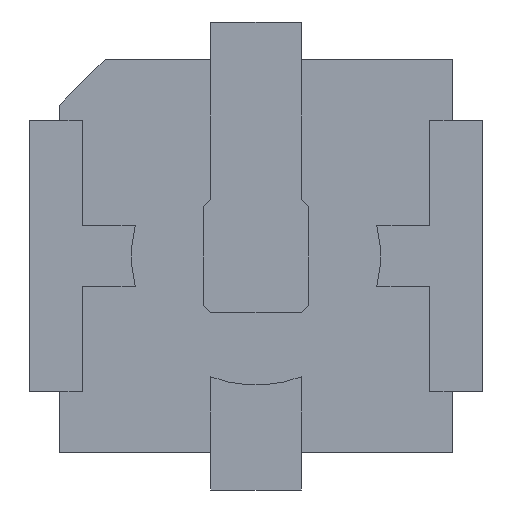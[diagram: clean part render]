
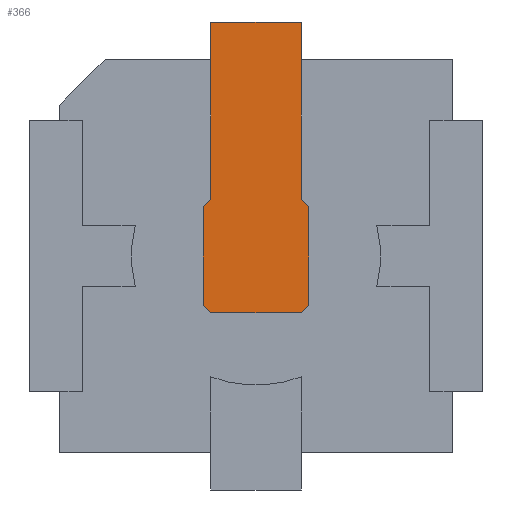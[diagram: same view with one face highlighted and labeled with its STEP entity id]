
A CAD part, front view. The second image highlights one B-rep face of the part: STEP entity #366.
In plain terms, the highlighted planar face has unit normal (0, -1, 0).
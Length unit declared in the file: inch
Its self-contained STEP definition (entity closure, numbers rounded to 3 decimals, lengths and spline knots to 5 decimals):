
#23 = VECTOR ( 'NONE', #701, 39.37008 ) ;
#46 = EDGE_CURVE ( 'NONE', #1690, #143, #990, .T. ) ;
#47 = ORIENTED_EDGE ( 'NONE', *, *, #680, .F. ) ;
#66 = VECTOR ( 'NONE', #1918, 39.37008 ) ;
#70 = EDGE_CURVE ( 'NONE', #1036, #105, #1993, .T. ) ;
#95 = CARTESIAN_POINT ( 'NONE',  ( 0.01329, 0., 0.01329 ) ) ;
#105 = VERTEX_POINT ( 'NONE', #345 ) ;
#126 = DIRECTION ( 'NONE',  ( -1., 0., 0. ) ) ;
#128 = CARTESIAN_POINT ( 'NONE',  ( 0.01378, 0., 0.0128 ) ) ;
#143 = VERTEX_POINT ( 'NONE', #353 ) ;
#204 = VERTEX_POINT ( 'NONE', #1314 ) ;
#206 = LINE ( 'NONE', #95, #2120 ) ;
#257 = VECTOR ( 'NONE', #1189, 39.37008 ) ;
#278 = DIRECTION ( 'NONE',  ( -0.707, 0., -0.707 ) ) ;
#319 = ORIENTED_EDGE ( 'NONE', *, *, #367, .F. ) ;
#345 = CARTESIAN_POINT ( 'NONE',  ( -0.01378, 0., -0.0128 ) ) ;
#353 = CARTESIAN_POINT ( 'NONE',  ( -0.01181, 0., 0.05118 ) ) ;
#366 = ADVANCED_FACE ( 'NONE', ( #532 ), #848, .T. ) ;
#367 = EDGE_CURVE ( 'NONE', #1630, #204, #2223, .T. ) ;
#377 = VERTEX_POINT ( 'NONE', #1431 ) ;
#379 = ORIENTED_EDGE ( 'NONE', *, *, #457, .T. ) ;
#457 = EDGE_CURVE ( 'NONE', #1471, #143, #1430, .T. ) ;
#479 = CARTESIAN_POINT ( 'NONE',  ( -0.01378, 0., 0.0128 ) ) ;
#487 = ORIENTED_EDGE ( 'NONE', *, *, #1865, .F. ) ;
#502 = AXIS2_PLACEMENT_3D ( 'NONE', #1797, #677, #1987 ) ;
#504 = VECTOR ( 'NONE', #878, 39.37008 ) ;
#532 = FACE_OUTER_BOUND ( 'NONE', #1732, .T. ) ;
#570 = DIRECTION ( 'NONE',  ( 0., 0., 1. ) ) ;
#578 = ORIENTED_EDGE ( 'NONE', *, *, #1860, .F. ) ;
#602 = LINE ( 'NONE', #846, #1545 ) ;
#658 = ORIENTED_EDGE ( 'NONE', *, *, #1313, .T. ) ;
#677 = DIRECTION ( 'NONE',  ( 0., -1., 0. ) ) ;
#680 = EDGE_CURVE ( 'NONE', #105, #746, #1613, .T. ) ;
#698 = CARTESIAN_POINT ( 'NONE',  ( 0.01181, 0., 0.06102 ) ) ;
#701 = DIRECTION ( 'NONE',  ( 0., 0., 1. ) ) ;
#746 = VERTEX_POINT ( 'NONE', #479 ) ;
#749 = VERTEX_POINT ( 'NONE', #1041 ) ;
#758 = CARTESIAN_POINT ( 'NONE',  ( -0.01181, 0., 0.01476 ) ) ;
#780 = VECTOR ( 'NONE', #1237, 39.37008 ) ;
#788 = CARTESIAN_POINT ( 'NONE',  ( -0.01181, 0., -0.01476 ) ) ;
#846 = CARTESIAN_POINT ( 'NONE',  ( -0.01329, 0., 0.01329 ) ) ;
#848 = PLANE ( 'NONE',  #502 ) ;
#849 = EDGE_CURVE ( 'NONE', #1584, #2235, #985, .T. ) ;
#876 = CARTESIAN_POINT ( 'NONE',  ( -0.01181, 0., 0.06102 ) ) ;
#878 = DIRECTION ( 'NONE',  ( -0.707, 0., 0.707 ) ) ;
#908 = ORIENTED_EDGE ( 'NONE', *, *, #2009, .T. ) ;
#933 = VECTOR ( 'NONE', #1820, 39.37008 ) ;
#985 = LINE ( 'NONE', #2346, #1929 ) ;
#990 = LINE ( 'NONE', #1644, #23 ) ;
#1036 = VERTEX_POINT ( 'NONE', #788 ) ;
#1041 = CARTESIAN_POINT ( 'NONE',  ( 0.01181, 0., -0.01476 ) ) ;
#1102 = EDGE_CURVE ( 'NONE', #204, #749, #1985, .T. ) ;
#1189 = DIRECTION ( 'NONE',  ( -1., 0., 0. ) ) ;
#1207 = VECTOR ( 'NONE', #126, 39.37008 ) ;
#1237 = DIRECTION ( 'NONE',  ( 0., 0., -1. ) ) ;
#1311 = CARTESIAN_POINT ( 'NONE',  ( -0.01378, 0., 0. ) ) ;
#1313 = EDGE_CURVE ( 'NONE', #1584, #377, #1546, .T. ) ;
#1314 = CARTESIAN_POINT ( 'NONE',  ( 0.01378, 0., -0.0128 ) ) ;
#1382 = CARTESIAN_POINT ( 'NONE',  ( 0.01329, 0., -0.01329 ) ) ;
#1415 = DIRECTION ( 'NONE',  ( 0.707, 0., 0.707 ) ) ;
#1430 = LINE ( 'NONE', #876, #933 ) ;
#1431 = CARTESIAN_POINT ( 'NONE',  ( 0.01181, 0., 0.06102 ) ) ;
#1471 = VERTEX_POINT ( 'NONE', #2139 ) ;
#1476 = ORIENTED_EDGE ( 'NONE', *, *, #46, .F. ) ;
#1494 = VECTOR ( 'NONE', #278, 39.37008 ) ;
#1545 = VECTOR ( 'NONE', #1415, 39.37008 ) ;
#1546 = LINE ( 'NONE', #698, #66 ) ;
#1551 = VECTOR ( 'NONE', #570, 39.37008 ) ;
#1582 = EDGE_CURVE ( 'NONE', #746, #1690, #602, .T. ) ;
#1584 = VERTEX_POINT ( 'NONE', #2166 ) ;
#1613 = LINE ( 'NONE', #1311, #1551 ) ;
#1630 = VERTEX_POINT ( 'NONE', #128 ) ;
#1644 = CARTESIAN_POINT ( 'NONE',  ( -0.01181, 0., 0. ) ) ;
#1690 = VERTEX_POINT ( 'NONE', #758 ) ;
#1712 = LINE ( 'NONE', #2164, #1207 ) ;
#1732 = EDGE_LOOP ( 'NONE', ( #1476, #2148, #47, #1827, #578, #1880, #319, #487, #1941, #658, #908, #379 ) ) ;
#1757 = DIRECTION ( 'NONE',  ( 0.707, 0., -0.707 ) ) ;
#1797 = CARTESIAN_POINT ( 'NONE',  ( 0., 0., 0. ) ) ;
#1801 = DIRECTION ( 'NONE',  ( 0., 0., -1. ) ) ;
#1820 = DIRECTION ( 'NONE',  ( 0., 0., -1. ) ) ;
#1827 = ORIENTED_EDGE ( 'NONE', *, *, #70, .F. ) ;
#1860 = EDGE_CURVE ( 'NONE', #749, #1036, #2183, .T. ) ;
#1865 = EDGE_CURVE ( 'NONE', #2235, #1630, #206, .T. ) ;
#1880 = ORIENTED_EDGE ( 'NONE', *, *, #1102, .F. ) ;
#1918 = DIRECTION ( 'NONE',  ( 0., 0., 1. ) ) ;
#1929 = VECTOR ( 'NONE', #1801, 39.37008 ) ;
#1941 = ORIENTED_EDGE ( 'NONE', *, *, #849, .F. ) ;
#1985 = LINE ( 'NONE', #1382, #1494 ) ;
#1987 = DIRECTION ( 'NONE',  ( 0., 0., -1. ) ) ;
#1993 = LINE ( 'NONE', #2012, #504 ) ;
#2009 = EDGE_CURVE ( 'NONE', #377, #1471, #1712, .T. ) ;
#2012 = CARTESIAN_POINT ( 'NONE',  ( -0.01329, 0., -0.01329 ) ) ;
#2113 = CARTESIAN_POINT ( 'NONE',  ( 0.01181, 0., 0.01476 ) ) ;
#2120 = VECTOR ( 'NONE', #1757, 39.37008 ) ;
#2139 = CARTESIAN_POINT ( 'NONE',  ( -0.01181, 0., 0.06102 ) ) ;
#2148 = ORIENTED_EDGE ( 'NONE', *, *, #1582, .F. ) ;
#2164 = CARTESIAN_POINT ( 'NONE',  ( -0.01181, 0., 0.06102 ) ) ;
#2166 = CARTESIAN_POINT ( 'NONE',  ( 0.01181, 0., 0.05118 ) ) ;
#2183 = LINE ( 'NONE', #2301, #257 ) ;
#2223 = LINE ( 'NONE', #2350, #780 ) ;
#2235 = VERTEX_POINT ( 'NONE', #2113 ) ;
#2301 = CARTESIAN_POINT ( 'NONE',  ( 0., 0., -0.01476 ) ) ;
#2346 = CARTESIAN_POINT ( 'NONE',  ( 0.01181, 0., 0. ) ) ;
#2350 = CARTESIAN_POINT ( 'NONE',  ( 0.01378, 0., 0. ) ) ;
